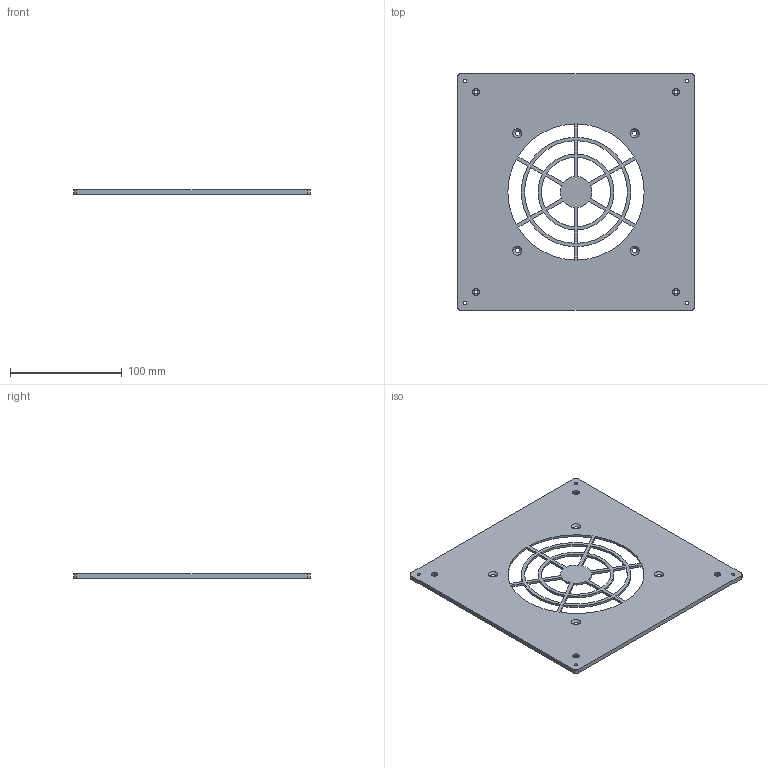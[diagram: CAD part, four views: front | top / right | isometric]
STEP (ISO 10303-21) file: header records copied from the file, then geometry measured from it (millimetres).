
FILE_DESCRIPTION(('HOOPS Exchange Step'),'2;1');
FILE_NAME('temp_export','2025-09-13T18:28:54+02:00',('cb'),('Shapr3D Limited'),'HOOPS Exchange 2025.5','Shapr3D','Authorized');
FILE_SCHEMA( ('AP242_MANAGED_MODEL_BASED_3D_ENGINEERING_MIM_LF {1 0 10303 442 1 1 4}') );
Length unit declared in the file: millimetre
Products named in the file (1): Top-Panel-Fan120
Bounding box: 212 x 212 x 4 mm (x, y, z)
Volume: 87952.6 mm3; surface area: 81269.6 mm2
Topology: 1 solids, 1 shells, 125 faces, 358 edges, 244 vertices
Faces by surface type: cylinder 66, plane 55, cone 4
Full cylindrical faces by diameter (mm): 3.2 x8, 6 x4, 7.2 x4
Entity records: 4332 total; most frequent: DIRECTION 768, CARTESIAN_POINT 729, ORIENTED_EDGE 716, EDGE_CURVE 358, AXIS2_PLACEMENT_3D 283, VERTEX_POINT 244, VECTOR 202, LINE 202
